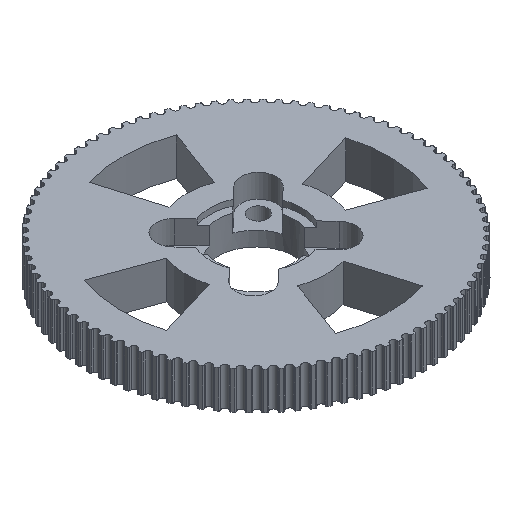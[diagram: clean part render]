
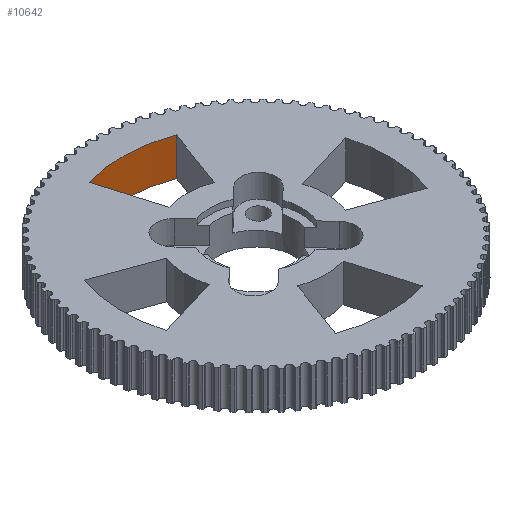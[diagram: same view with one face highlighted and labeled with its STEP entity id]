
A CAD part, isometric view. The second image highlights one B-rep face of the part: STEP entity #10642.
In plain terms, the highlighted cylindrical face has radius 23 mm (diameter 46 mm), a partial arc.
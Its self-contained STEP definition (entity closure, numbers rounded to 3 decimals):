
#74=FACE_OUTER_BOUND('',#661,.T.);
#661=EDGE_LOOP('',(#6636,#6637,#6638,#6639));
#1308=LINE('',#17159,#1933);
#1309=LINE('',#17162,#1934);
#1933=VECTOR('',#13062,6.5);
#1934=VECTOR('',#13065,6.5);
#2519=CIRCLE('',#11259,23.);
#2520=CIRCLE('',#11260,23.);
#3693=VERTEX_POINT('',#17155);
#3694=VERTEX_POINT('',#17156);
#3695=VERTEX_POINT('',#17158);
#3696=VERTEX_POINT('',#17160);
#4872=EDGE_CURVE('',#3693,#3694,#2519,.T.);
#4873=EDGE_CURVE('',#3694,#3695,#1308,.T.);
#4874=EDGE_CURVE('',#3696,#3695,#2520,.T.);
#4875=EDGE_CURVE('',#3693,#3696,#1309,.T.);
#6636=ORIENTED_EDGE('',*,*,#4872,.T.);
#6637=ORIENTED_EDGE('',*,*,#4873,.T.);
#6638=ORIENTED_EDGE('',*,*,#4874,.F.);
#6639=ORIENTED_EDGE('',*,*,#4875,.F.);
#10073=CYLINDRICAL_SURFACE('',#11258,23.);
#10642=ADVANCED_FACE('',(#74),#10073,.F.);
#11258=AXIS2_PLACEMENT_3D('',#17154,#13058,#13059);
#11259=AXIS2_PLACEMENT_3D('',#17157,#13060,#13061);
#11260=AXIS2_PLACEMENT_3D('',#17161,#13063,#13064);
#13058=DIRECTION('center_axis',(0.,0.,
-1.));
#13059=DIRECTION('ref_axis',(-0.686,0.728,0.));
#13060=DIRECTION('center_axis',(0.,0.,
1.));
#13061=DIRECTION('ref_axis',(0.686,-0.728,0.));
#13062=DIRECTION('',(0.,0.,-1.));
#13063=DIRECTION('center_axis',(0.,0.,
1.));
#13064=DIRECTION('ref_axis',(0.686,-0.728,0.));
#13065=DIRECTION('',(0.,0.,-1.));
#17154=CARTESIAN_POINT('Origin',(0.,0.,
6.5));
#17155=CARTESIAN_POINT('',(7.921,21.593,6.5));
#17156=CARTESIAN_POINT('',(-6.619,22.027,6.5));
#17157=CARTESIAN_POINT('Origin',(0.,0.,
6.5));
#17158=CARTESIAN_POINT('',(-6.619,22.027,0.));
#17159=CARTESIAN_POINT('',(-6.619,22.027,6.5));
#17160=CARTESIAN_POINT('',(7.921,21.593,0.));
#17161=CARTESIAN_POINT('Origin',(0.,0.,0.));
#17162=CARTESIAN_POINT('',(7.921,21.593,6.5));
